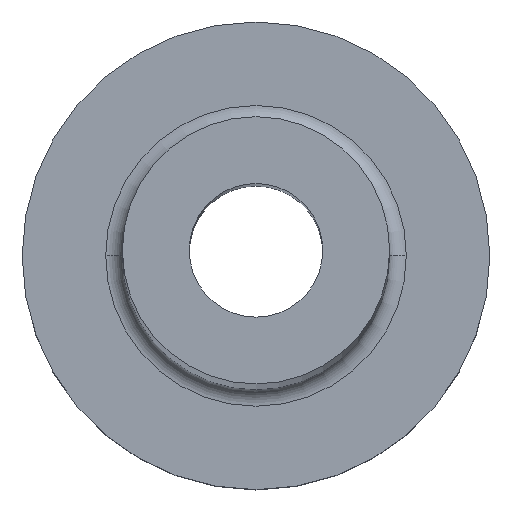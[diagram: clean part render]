
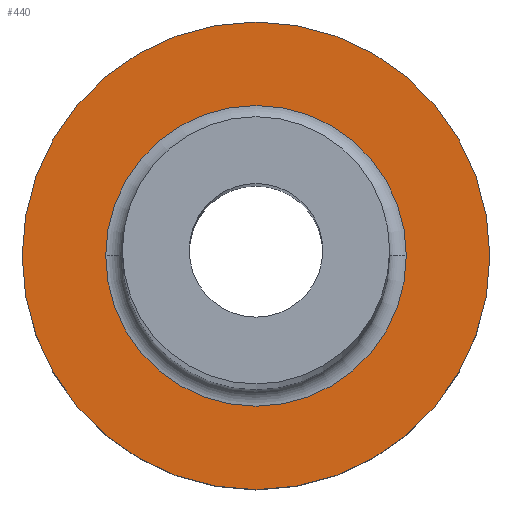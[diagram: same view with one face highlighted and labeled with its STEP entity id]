
A CAD part, top view. The second image highlights one B-rep face of the part: STEP entity #440.
In plain terms, the highlighted planar face has unit normal (0, 0, 1).
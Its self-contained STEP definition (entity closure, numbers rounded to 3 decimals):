
#14 = AXIS2_PLACEMENT_3D ( 'NONE', #146, #28, #34 ) ;
#19 = CARTESIAN_POINT ( 'NONE',  ( -7., 0., 5. ) ) ;
#28 = DIRECTION ( 'NONE',  ( 0., 0., 1. ) ) ;
#31 = VERTEX_POINT ( 'NONE', #139 ) ;
#34 = DIRECTION ( 'NONE',  ( 1., 0., 0. ) ) ;
#46 = CARTESIAN_POINT ( 'NONE',  ( 0., 0., 5. ) ) ;
#65 = VERTEX_POINT ( 'NONE', #19 ) ;
#66 = CARTESIAN_POINT ( 'NONE',  ( 0., 0., 5. ) ) ;
#85 = AXIS2_PLACEMENT_3D ( 'NONE', #162, #260, #236 ) ;
#87 = CARTESIAN_POINT ( 'NONE',  ( 0., 0., 5. ) ) ;
#89 = EDGE_CURVE ( 'NONE', #31, #449, #96, .T. ) ;
#93 = DIRECTION ( 'NONE',  ( 0., 0., 1. ) ) ;
#96 = CIRCLE ( 'NONE', #147, 4.5 ) ;
#118 = AXIS2_PLACEMENT_3D ( 'NONE', #66, #202, #347 ) ;
#134 = FACE_OUTER_BOUND ( 'NONE', #161, .T. ) ;
#139 = CARTESIAN_POINT ( 'NONE',  ( -4.5, 0., 5. ) ) ;
#146 = CARTESIAN_POINT ( 'NONE',  ( 0., 0., 5. ) ) ;
#147 = AXIS2_PLACEMENT_3D ( 'NONE', #46, #323, #403 ) ;
#161 = EDGE_LOOP ( 'NONE', ( #269, #355 ) ) ;
#162 = CARTESIAN_POINT ( 'NONE',  ( 0., 0., 5. ) ) ;
#202 = DIRECTION ( 'NONE',  ( 0., 0., 1. ) ) ;
#204 = EDGE_CURVE ( 'NONE', #65, #334, #314, .T. ) ;
#236 = DIRECTION ( 'NONE',  ( 1., 0., 0. ) ) ;
#244 = CIRCLE ( 'NONE', #14, 7. ) ;
#260 = DIRECTION ( 'NONE',  ( 0., 0., -1. ) ) ;
#269 = ORIENTED_EDGE ( 'NONE', *, *, #204, .T. ) ;
#279 = ORIENTED_EDGE ( 'NONE', *, *, #89, .T. ) ;
#295 = EDGE_LOOP ( 'NONE', ( #387, #279 ) ) ;
#314 = CIRCLE ( 'NONE', #398, 7. ) ;
#323 = DIRECTION ( 'NONE',  ( 0., 0., -1. ) ) ;
#334 = VERTEX_POINT ( 'NONE', #410 ) ;
#336 = EDGE_CURVE ( 'NONE', #449, #31, #432, .T. ) ;
#347 = DIRECTION ( 'NONE',  ( 1., 0., 0. ) ) ;
#349 = PLANE ( 'NONE',  #118 ) ;
#355 = ORIENTED_EDGE ( 'NONE', *, *, #415, .T. ) ;
#361 = CARTESIAN_POINT ( 'NONE',  ( 4.5, 0., 5. ) ) ;
#387 = ORIENTED_EDGE ( 'NONE', *, *, #336, .T. ) ;
#398 = AXIS2_PLACEMENT_3D ( 'NONE', #87, #93, #455 ) ;
#403 = DIRECTION ( 'NONE',  ( 1., 0., 0. ) ) ;
#410 = CARTESIAN_POINT ( 'NONE',  ( 7., 0., 5. ) ) ;
#415 = EDGE_CURVE ( 'NONE', #334, #65, #244, .T. ) ;
#422 = FACE_BOUND ( 'NONE', #295, .T. ) ;
#432 = CIRCLE ( 'NONE', #85, 4.5 ) ;
#440 = ADVANCED_FACE ( 'NONE', ( #422, #134 ), #349, .T. ) ;
#449 = VERTEX_POINT ( 'NONE', #361 ) ;
#455 = DIRECTION ( 'NONE',  ( 1., 0., 0. ) ) ;
